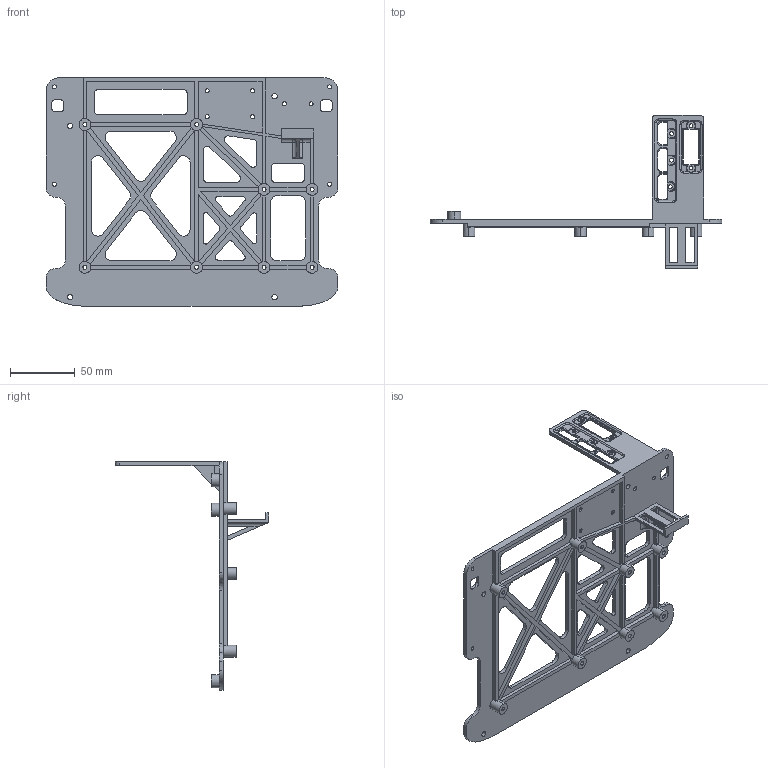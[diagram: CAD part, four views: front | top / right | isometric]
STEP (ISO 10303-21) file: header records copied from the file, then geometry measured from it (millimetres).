
FILE_DESCRIPTION (( 'STEP AP214' ), '1' );
FILE_NAME ('MiniITXholder.STEP', '2018-05-15T13:34:26', ( '' ), ( '' ), 'SwSTEP 2.0', 'SolidWorks 2016', '' );
FILE_SCHEMA (( 'AUTOMOTIVE_DESIGN' ));
Length unit declared in the file: millimetre
Products named in the file (2): MiniITXholder
Bounding box: 225 x 118 x 176 mm (x, y, z)
Volume: 109917.5 mm3; surface area: 83532 mm2
Topology: 1 solids, 1 shells, 529 faces, 1483 edges, 946 vertices
Faces by surface type: cylinder 226, plane 218, torus 49, cone 24, bspline 10, sphere 2
Entity records: 18040 total; most frequent: CARTESIAN_POINT 3812, DIRECTION 3095, ORIENTED_EDGE 2950, EDGE_CURVE 1475, AXIS2_PLACEMENT_3D 1139, VERTEX_POINT 946, LINE 817, VECTOR 817
